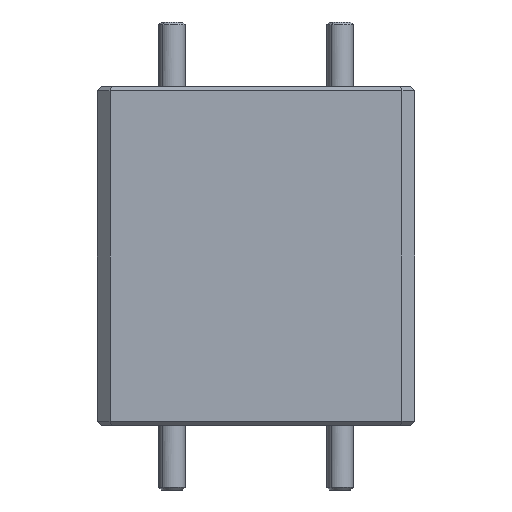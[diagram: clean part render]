
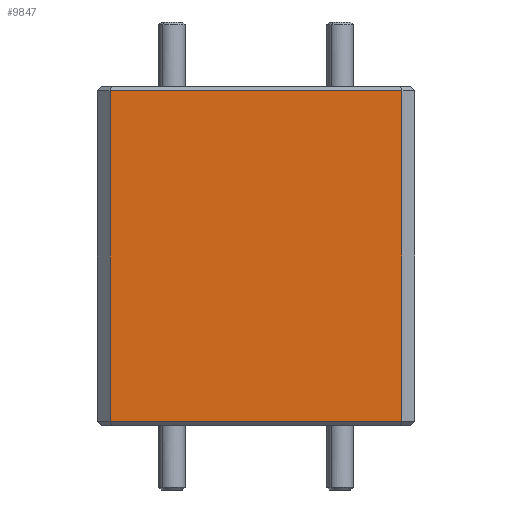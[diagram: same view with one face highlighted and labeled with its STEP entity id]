
A CAD part, left-side view. The second image highlights one B-rep face of the part: STEP entity #9847.
In plain terms, the highlighted planar face has unit normal (-1, 0, 0).
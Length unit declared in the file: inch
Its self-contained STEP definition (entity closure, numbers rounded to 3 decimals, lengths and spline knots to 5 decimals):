
#495 = VECTOR ( 'NONE', #3876, 39.37008 ) ;
#1077 = ORIENTED_EDGE ( 'NONE', *, *, #3258, .T. ) ;
#1127 = LINE ( 'NONE', #9023, #6783 ) ;
#1233 = CARTESIAN_POINT ( 'NONE',  ( -0.375, -0.345, -0.305 ) ) ;
#2615 = CARTESIAN_POINT ( 'NONE',  ( -0.375, 0.345, 0.475 ) ) ;
#2642 = LINE ( 'NONE', #5135, #3308 ) ;
#2753 = ORIENTED_EDGE ( 'NONE', *, *, #7440, .T. ) ;
#2833 = AXIS2_PLACEMENT_3D ( 'NONE', #9543, #6935, #10344 ) ;
#3258 = EDGE_CURVE ( 'NONE', #8775, #6509, #2642, .T. ) ;
#3308 = VECTOR ( 'NONE', #11000, 39.37008 ) ;
#3770 = LINE ( 'NONE', #7197, #495 ) ;
#3876 = DIRECTION ( 'NONE',  ( 0., 1., 0. ) ) ;
#4196 = CARTESIAN_POINT ( 'NONE',  ( -0.375, -0.345, 0.475 ) ) ;
#4835 = LINE ( 'NONE', #1233, #9048 ) ;
#5135 = CARTESIAN_POINT ( 'NONE',  ( -0.375, 0.345, -0.07 ) ) ;
#5330 = VERTEX_POINT ( 'NONE', #4196 ) ;
#5541 = CARTESIAN_POINT ( 'NONE',  ( -0.375, -0.345, -0.305 ) ) ;
#5613 = DIRECTION ( 'NONE',  ( 0., -1., 0. ) ) ;
#5621 = DIRECTION ( 'NONE',  ( 0., 0., 1. ) ) ;
#5683 = EDGE_LOOP ( 'NONE', ( #1077, #2753, #5988, #9952 ) ) ;
#5988 = ORIENTED_EDGE ( 'NONE', *, *, #10330, .T. ) ;
#6152 = PLANE ( 'NONE',  #2833 ) ;
#6509 = VERTEX_POINT ( 'NONE', #9679 ) ;
#6783 = VECTOR ( 'NONE', #5621, 39.37008 ) ;
#6935 = DIRECTION ( 'NONE',  ( 1., 0., 0. ) ) ;
#7197 = CARTESIAN_POINT ( 'NONE',  ( -0.375, 0., 0.475 ) ) ;
#7440 = EDGE_CURVE ( 'NONE', #6509, #9375, #4835, .T. ) ;
#8775 = VERTEX_POINT ( 'NONE', #2615 ) ;
#9023 = CARTESIAN_POINT ( 'NONE',  ( -0.375, -0.345, -0.07 ) ) ;
#9048 = VECTOR ( 'NONE', #5613, 39.37008 ) ;
#9375 = VERTEX_POINT ( 'NONE', #5541 ) ;
#9494 = FACE_OUTER_BOUND ( 'NONE', #5683, .T. ) ;
#9543 = CARTESIAN_POINT ( 'NONE',  ( -0.375, -0.375, -0.07 ) ) ;
#9679 = CARTESIAN_POINT ( 'NONE',  ( -0.375, 0.345, -0.305 ) ) ;
#9847 = ADVANCED_FACE ( 'NONE', ( #9494 ), #6152, .F. ) ;
#9952 = ORIENTED_EDGE ( 'NONE', *, *, #10406, .T. ) ;
#10330 = EDGE_CURVE ( 'NONE', #9375, #5330, #1127, .T. ) ;
#10344 = DIRECTION ( 'NONE',  ( 0., 0., -1. ) ) ;
#10406 = EDGE_CURVE ( 'NONE', #5330, #8775, #3770, .T. ) ;
#11000 = DIRECTION ( 'NONE',  ( 0., 0., -1. ) ) ;
